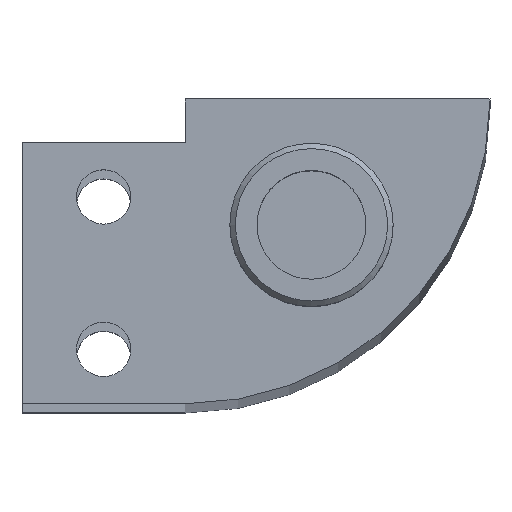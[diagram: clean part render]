
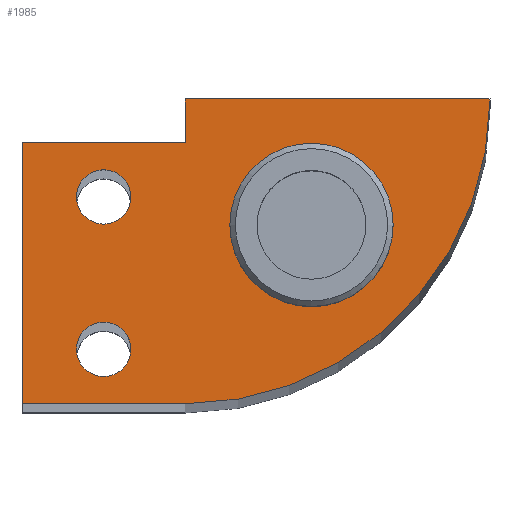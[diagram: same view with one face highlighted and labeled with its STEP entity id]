
A CAD part, top view. The second image highlights one B-rep face of the part: STEP entity #1985.
In plain terms, the highlighted planar face has unit normal (0, 0, 1).
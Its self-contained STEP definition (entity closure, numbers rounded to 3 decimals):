
#1027=CARTESIAN_POINT('',(0.,-4.,485.));
#1028=VERTEX_POINT('',#1027);
#1035=CARTESIAN_POINT('',(-15.,-4.,485.));
#1036=VERTEX_POINT('',#1035);
#1037=CARTESIAN_POINT('',(-15.,-4.,485.));
#1038=DIRECTION('',(1.,0.,0.));
#1039=VECTOR('',#1038,15.);
#1040=LINE('',#1037,#1039);
#1041=EDGE_CURVE('',#1036,#1028,#1040,.T.);
#1185=CARTESIAN_POINT('',(0.,0.,485.));
#1186=VERTEX_POINT('',#1185);
#1193=CARTESIAN_POINT('',(28.,0.,485.));
#1194=VERTEX_POINT('',#1193);
#1195=CARTESIAN_POINT('',(0.,0.,485.));
#1196=DIRECTION('',(1.,0.,0.));
#1197=VECTOR('',#1196,28.);
#1198=LINE('',#1195,#1197);
#1199=EDGE_CURVE('',#1186,#1194,#1198,.T.);
#1225=CARTESIAN_POINT('',(-15.,-28.,485.));
#1226=VERTEX_POINT('',#1225);
#1233=CARTESIAN_POINT('',(-15.,-28.,485.));
#1234=DIRECTION('',(0.,1.,0.));
#1235=VECTOR('',#1234,24.);
#1236=LINE('',#1233,#1235);
#1237=EDGE_CURVE('',#1226,#1036,#1236,.T.);
#1247=CARTESIAN_POINT('',(-5.,-9.,485.));
#1248=VERTEX_POINT('',#1247);
#1249=CARTESIAN_POINT('',(-10.,-9.,485.));
#1250=VERTEX_POINT('',#1249);
#1251=CARTESIAN_POINT('',(-7.5,-9.,485.));
#1252=DIRECTION('',(1.,0.,0.));
#1253=DIRECTION('',(0.,0.,1.));
#1254=AXIS2_PLACEMENT_3D('',#1251,#1253,#1252);
#1255=CIRCLE('',#1254,2.5);
#1256=EDGE_CURVE('',#1248,#1250,#1255,.T.);
#1258=CARTESIAN_POINT('',(-7.5,-9.,485.));
#1259=DIRECTION('',(-1.,0.,0.));
#1260=DIRECTION('',(0.,0.,1.));
#1261=AXIS2_PLACEMENT_3D('',#1258,#1260,#1259);
#1262=CIRCLE('',#1261,2.5);
#1263=EDGE_CURVE('',#1250,#1248,#1262,.T.);
#1333=CARTESIAN_POINT('',(-5.,-23.,485.));
#1334=VERTEX_POINT('',#1333);
#1335=CARTESIAN_POINT('',(-10.,-23.,485.));
#1336=VERTEX_POINT('',#1335);
#1337=CARTESIAN_POINT('',(-7.5,-23.,485.));
#1338=DIRECTION('',(1.,0.,0.));
#1339=DIRECTION('',(0.,0.,1.));
#1340=AXIS2_PLACEMENT_3D('',#1337,#1339,#1338);
#1341=CIRCLE('',#1340,2.5);
#1342=EDGE_CURVE('',#1334,#1336,#1341,.T.);
#1344=CARTESIAN_POINT('',(-7.5,-23.,485.));
#1345=DIRECTION('',(-1.,0.,0.));
#1346=DIRECTION('',(0.,0.,1.));
#1347=AXIS2_PLACEMENT_3D('',#1344,#1346,#1345);
#1348=CIRCLE('',#1347,2.5);
#1349=EDGE_CURVE('',#1336,#1334,#1348,.T.);
#1543=CARTESIAN_POINT('',(19.098,-11.598,485.));
#1544=VERTEX_POINT('',#1543);
#1545=CARTESIAN_POINT('',(4.098,-11.598,485.));
#1546=VERTEX_POINT('',#1545);
#1547=CARTESIAN_POINT('',(11.598,-11.598,485.));
#1548=DIRECTION('',(1.,0.,0.));
#1549=DIRECTION('',(0.,0.,1.));
#1550=AXIS2_PLACEMENT_3D('',#1547,#1549,#1548);
#1551=CIRCLE('',#1550,7.5);
#1552=EDGE_CURVE('',#1544,#1546,#1551,.T.);
#1563=CARTESIAN_POINT('',(11.598,-11.598,485.));
#1564=DIRECTION('',(-1.,0.,0.));
#1565=DIRECTION('',(0.,0.,1.));
#1566=AXIS2_PLACEMENT_3D('',#1563,#1565,#1564);
#1567=CIRCLE('',#1566,7.5);
#1568=EDGE_CURVE('',#1546,#1544,#1567,.T.);
#1868=CARTESIAN_POINT('',(0.,-4.,485.));
#1869=DIRECTION('',(0.,1.,0.));
#1870=VECTOR('',#1869,4.);
#1871=LINE('',#1868,#1870);
#1872=EDGE_CURVE('',#1028,#1186,#1871,.T.);
#1934=CARTESIAN_POINT('',(0.,-28.,485.));
#1935=VERTEX_POINT('',#1934);
#1936=CARTESIAN_POINT('',(0.,0.,485.));
#1937=DIRECTION('',(1.,0.,0.));
#1938=DIRECTION('',(-0.,0.,-1.));
#1939=AXIS2_PLACEMENT_3D('',#1936,#1938,#1937);
#1940=CIRCLE('',#1939,28.);
#1941=EDGE_CURVE('',#1194,#1935,#1940,.T.);
#1955=CARTESIAN_POINT('',(6.5,-14.,485.));
#1956=DIRECTION('',(1.,0.,0.));
#1957=DIRECTION('',(0.,0.,1.));
#1958=AXIS2_PLACEMENT_3D('',#1955,#1957,#1956);
#1959=PLANE('',#1958);
#1960=ORIENTED_EDGE('',*,*,#1041,.F.);
#1961=ORIENTED_EDGE('',*,*,#1237,.F.);
#1962=CARTESIAN_POINT('',(-15.,-28.,485.));
#1963=DIRECTION('',(1.,0.,0.));
#1964=VECTOR('',#1963,15.);
#1965=LINE('',#1962,#1964);
#1966=EDGE_CURVE('',#1226,#1935,#1965,.T.);
#1967=ORIENTED_EDGE('E176',*,*,#1966,.T.);
#1968=ORIENTED_EDGE('E176',*,*,#1941,.F.);
#1969=ORIENTED_EDGE('E176',*,*,#1199,.F.);
#1970=ORIENTED_EDGE('E176',*,*,#1872,.F.);
#1971=EDGE_LOOP('',(#1960,#1961,#1967,#1968,#1969,#1970));
#1972=FACE_OUTER_BOUND('',#1971,.T.);
#1973=ORIENTED_EDGE('',*,*,#1568,.F.);
#1974=ORIENTED_EDGE('',*,*,#1552,.F.);
#1975=EDGE_LOOP('',(#1973,#1974));
#1976=FACE_BOUND('',#1975,.T.);
#1977=ORIENTED_EDGE('',*,*,#1349,.F.);
#1978=ORIENTED_EDGE('',*,*,#1342,.F.);
#1979=EDGE_LOOP('',(#1977,#1978));
#1980=FACE_BOUND('',#1979,.T.);
#1981=ORIENTED_EDGE('',*,*,#1263,.F.);
#1982=ORIENTED_EDGE('',*,*,#1256,.F.);
#1983=EDGE_LOOP('',(#1981,#1982));
#1984=FACE_BOUND('',#1983,.T.);
#1985=ADVANCED_FACE('F56',(#1972,#1976,#1980,#1984),#1959,.T.);
